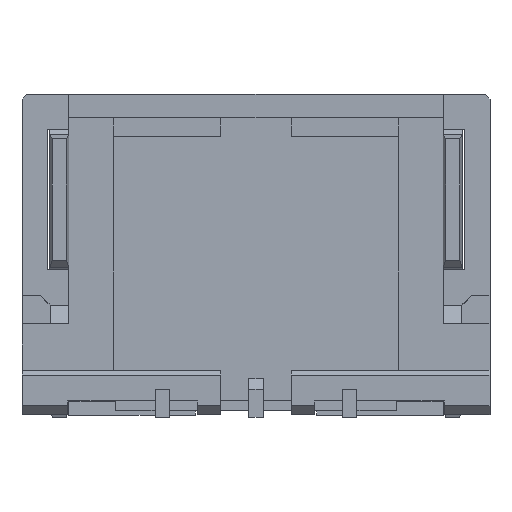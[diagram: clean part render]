
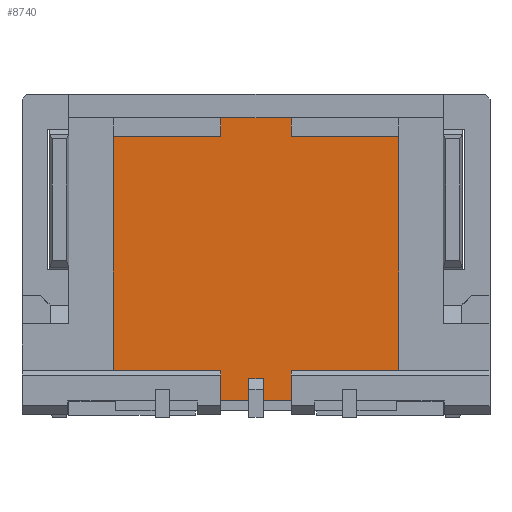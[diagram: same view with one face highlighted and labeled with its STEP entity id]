
A CAD part, top view. The second image highlights one B-rep face of the part: STEP entity #8740.
In plain terms, the highlighted planar face has unit normal (0, 0, 1).
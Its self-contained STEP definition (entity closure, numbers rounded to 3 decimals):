
#2047=DIRECTION('',(0.,-1.,0.));
#2048=VECTOR('',#2047,0.65);
#2049=CARTESIAN_POINT('',(-0.75,-2.6,5.875));
#2050=LINE('',#2049,#2048);
#2055=DIRECTION('',(0.,-1.,0.));
#2056=VECTOR('',#2055,0.4);
#2057=CARTESIAN_POINT('',(-0.75,2.8,5.875));
#2058=LINE('',#2057,#2056);
#2059=DIRECTION('',(0.,1.,0.));
#2060=VECTOR('',#2059,0.475);
#2061=CARTESIAN_POINT('',(0.15,-3.25,5.875));
#2062=LINE('',#2061,#2060);
#2063=DIRECTION('',(-1.,0.,0.));
#2064=VECTOR('',#2063,0.3);
#2065=CARTESIAN_POINT('',(0.15,-2.775,5.875));
#2066=LINE('',#2065,#2064);
#2067=DIRECTION('',(0.,1.,0.));
#2068=VECTOR('',#2067,0.475);
#2069=CARTESIAN_POINT('',(-0.15,-3.25,5.875));
#2070=LINE('',#2069,#2068);
#2071=DIRECTION('',(-1.,0.,0.));
#2072=VECTOR('',#2071,2.3);
#2073=CARTESIAN_POINT('',(-0.75,-2.6,5.875));
#2074=LINE('',#2073,#2072);
#2075=DIRECTION('',(0.,1.,0.));
#2076=VECTOR('',#2075,5.);
#2077=CARTESIAN_POINT('',(-3.05,-2.6,5.875));
#2078=LINE('',#2077,#2076);
#2079=DIRECTION('',(0.,-1.,0.));
#2080=VECTOR('',#2079,0.4);
#2081=CARTESIAN_POINT('',(0.75,2.8,5.875));
#2082=LINE('',#2081,#2080);
#2083=DIRECTION('',(0.,1.,0.));
#2084=VECTOR('',#2083,5.);
#2085=CARTESIAN_POINT('',(3.05,-2.6,5.875));
#2086=LINE('',#2085,#2084);
#2087=DIRECTION('',(-1.,0.,0.));
#2088=VECTOR('',#2087,2.3);
#2089=CARTESIAN_POINT('',(3.05,-2.6,5.875));
#2090=LINE('',#2089,#2088);
#2091=DIRECTION('',(0.,-1.,0.));
#2092=VECTOR('',#2091,0.65);
#2093=CARTESIAN_POINT('',(0.75,-2.6,5.875));
#2094=LINE('',#2093,#2092);
#3251=DIRECTION('',(-1.,0.,0.));
#3252=VECTOR('',#3251,0.6);
#3253=CARTESIAN_POINT('',(0.75,-3.25,5.875));
#3254=LINE('',#3253,#3252);
#3267=DIRECTION('',(-1.,0.,0.));
#3268=VECTOR('',#3267,0.6);
#3269=CARTESIAN_POINT('',(-0.15,-3.25,5.875));
#3270=LINE('',#3269,#3268);
#4265=DIRECTION('',(-1.,0.,0.));
#4266=VECTOR('',#4265,2.3);
#4267=CARTESIAN_POINT('',(3.05,2.4,5.875));
#4268=LINE('',#4267,#4266);
#4277=DIRECTION('',(-1.,0.,0.));
#4278=VECTOR('',#4277,2.3);
#4279=CARTESIAN_POINT('',(-0.75,2.4,5.875));
#4280=LINE('',#4279,#4278);
#4321=DIRECTION('',(-1.,0.,0.));
#4322=VECTOR('',#4321,1.5);
#4323=CARTESIAN_POINT('',(0.75,2.8,5.875));
#4324=LINE('',#4323,#4322);
#5499=CARTESIAN_POINT('',(-3.05,-2.6,5.875));
#5500=CARTESIAN_POINT('',(-3.05,2.4,5.875));
#5501=VERTEX_POINT('',#5499);
#5502=VERTEX_POINT('',#5500);
#5527=CARTESIAN_POINT('',(3.05,-2.6,5.875));
#5528=CARTESIAN_POINT('',(3.05,2.4,5.875));
#5529=VERTEX_POINT('',#5527);
#5530=VERTEX_POINT('',#5528);
#5547=CARTESIAN_POINT('',(0.75,-2.6,5.875));
#5548=VERTEX_POINT('',#5547);
#5549=CARTESIAN_POINT('',(-0.75,-2.6,5.875));
#5550=VERTEX_POINT('',#5549);
#5551=CARTESIAN_POINT('',(0.75,2.4,5.875));
#5552=VERTEX_POINT('',#5551);
#5553=CARTESIAN_POINT('',(-0.75,2.4,5.875));
#5554=VERTEX_POINT('',#5553);
#5563=CARTESIAN_POINT('',(0.75,2.8,5.875));
#5564=VERTEX_POINT('',#5563);
#5565=CARTESIAN_POINT('',(-0.75,2.8,5.875));
#5566=VERTEX_POINT('',#5565);
#5567=CARTESIAN_POINT('',(0.75,-3.25,5.875));
#5568=VERTEX_POINT('',#5567);
#5569=CARTESIAN_POINT('',(-0.75,-3.25,5.875));
#5570=VERTEX_POINT('',#5569);
#5819=CARTESIAN_POINT('',(0.15,-3.25,5.875));
#5821=VERTEX_POINT('',#5819);
#5823=CARTESIAN_POINT('',(-0.15,-3.25,5.875));
#5825=VERTEX_POINT('',#5823);
#5939=CARTESIAN_POINT('',(0.15,-2.775,5.875));
#5940=VERTEX_POINT('',#5939);
#5941=CARTESIAN_POINT('',(-0.15,-2.775,5.875));
#5942=VERTEX_POINT('',#5941);
#8703=CARTESIAN_POINT('',(5.,-2.6,5.875));
#8704=DIRECTION('',(0.,0.,1.));
#8705=DIRECTION('',(0.,1.,0.));
#8706=AXIS2_PLACEMENT_3D('',#8703,#8704,#8705);
#8707=PLANE('',#8706);
#8709=ORIENTED_EDGE('',*,*,#8708,.T.);
#8711=ORIENTED_EDGE('',*,*,#8710,.T.);
#8713=ORIENTED_EDGE('',*,*,#8712,.F.);
#8715=ORIENTED_EDGE('',*,*,#8714,.T.);
#8716=ORIENTED_EDGE('',*,*,#8668,.F.);
#8718=ORIENTED_EDGE('',*,*,#8717,.T.);
#8720=ORIENTED_EDGE('',*,*,#8719,.T.);
#8722=ORIENTED_EDGE('',*,*,#8721,.F.);
#8723=ORIENTED_EDGE('',*,*,#8698,.F.);
#8725=ORIENTED_EDGE('',*,*,#8724,.F.);
#8727=ORIENTED_EDGE('',*,*,#8726,.T.);
#8729=ORIENTED_EDGE('',*,*,#8728,.F.);
#8731=ORIENTED_EDGE('',*,*,#8730,.F.);
#8733=ORIENTED_EDGE('',*,*,#8732,.T.);
#8735=ORIENTED_EDGE('',*,*,#8734,.T.);
#8737=ORIENTED_EDGE('',*,*,#8736,.T.);
#8738=EDGE_LOOP('',(#8709,#8711,#8713,#8715,#8716,#8718,#8720,#8722,#8723,#8725,
#8727,#8729,#8731,#8733,#8735,#8737));
#8739=FACE_OUTER_BOUND('',#8738,.F.);
#8740=ADVANCED_FACE('',(#8739),#8707,.T.);
#8668=EDGE_CURVE('',#5550,#5570,#2050,.T.);
#8698=EDGE_CURVE('',#5566,#5554,#2058,.T.);
#8708=EDGE_CURVE('',#5821,#5940,#2062,.T.);
#8710=EDGE_CURVE('',#5940,#5942,#2066,.T.);
#8712=EDGE_CURVE('',#5825,#5942,#2070,.T.);
#8714=EDGE_CURVE('',#5825,#5570,#3270,.T.);
#8717=EDGE_CURVE('',#5550,#5501,#2074,.T.);
#8719=EDGE_CURVE('',#5501,#5502,#2078,.T.);
#8721=EDGE_CURVE('',#5554,#5502,#4280,.T.);
#8724=EDGE_CURVE('',#5564,#5566,#4324,.T.);
#8726=EDGE_CURVE('',#5564,#5552,#2082,.T.);
#8728=EDGE_CURVE('',#5530,#5552,#4268,.T.);
#8730=EDGE_CURVE('',#5529,#5530,#2086,.T.);
#8732=EDGE_CURVE('',#5529,#5548,#2090,.T.);
#8734=EDGE_CURVE('',#5548,#5568,#2094,.T.);
#8736=EDGE_CURVE('',#5568,#5821,#3254,.T.);
